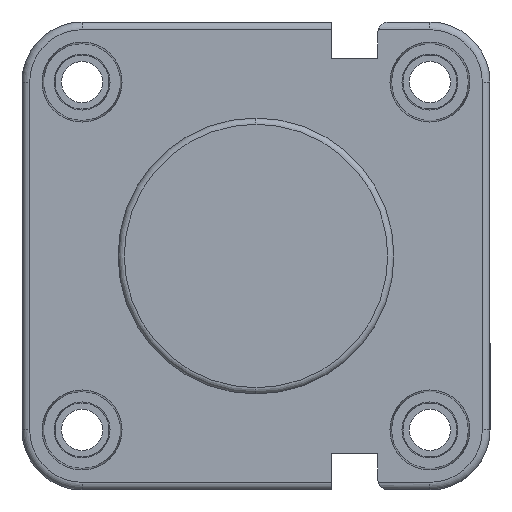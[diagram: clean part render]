
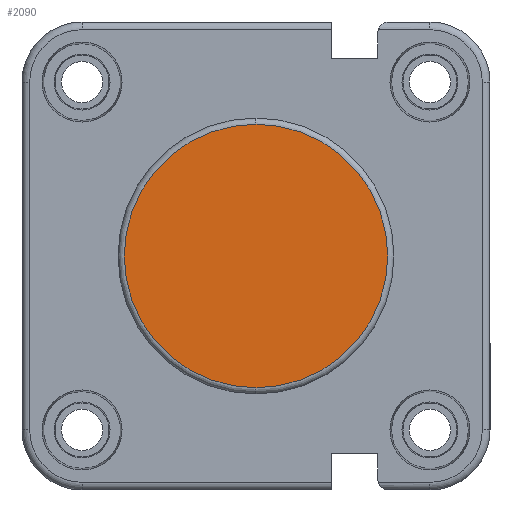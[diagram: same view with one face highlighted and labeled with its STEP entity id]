
A CAD part, left-side view. The second image highlights one B-rep face of the part: STEP entity #2090.
In plain terms, the highlighted planar face has unit normal (-1, 0, 0).
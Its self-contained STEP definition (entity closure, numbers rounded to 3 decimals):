
#1680 = AXIS2_PLACEMENT_3D ( 'NONE', #4102, #23703, #19759 ) ;
#2090 = ADVANCED_FACE ( 'NONE', ( #14289 ), #25852, .T. ) ;
#4102 = CARTESIAN_POINT ( 'NONE',  ( 0., 0., 0. ) ) ;
#6228 = CARTESIAN_POINT ( 'NONE',  ( 0., 0., 0. ) ) ;
#6313 = CIRCLE ( 'NONE', #1680, 21.4 ) ;
#6769 = DIRECTION ( 'NONE',  ( -1., 0., 0. ) ) ;
#7392 = EDGE_CURVE ( 'NONE', #9042, #24370, #7542, .T. ) ;
#7542 = CIRCLE ( 'NONE', #8372, 21.4 ) ;
#8050 = EDGE_LOOP ( 'NONE', ( #15689, #9380 ) ) ;
#8372 = AXIS2_PLACEMENT_3D ( 'NONE', #15198, #6769, #20971 ) ;
#9042 = VERTEX_POINT ( 'NONE', #13465 ) ;
#9380 = ORIENTED_EDGE ( 'NONE', *, *, #7392, .T. ) ;
#10518 = CARTESIAN_POINT ( 'NONE',  ( 0., 0., 21.4 ) ) ;
#11771 = DIRECTION ( 'NONE',  ( -1., 0., 0. ) ) ;
#13465 = CARTESIAN_POINT ( 'NONE',  ( 0., 0., -21.4 ) ) ;
#14289 = FACE_OUTER_BOUND ( 'NONE', #8050, .T. ) ;
#14947 = EDGE_CURVE ( 'NONE', #24370, #9042, #6313, .T. ) ;
#15198 = CARTESIAN_POINT ( 'NONE',  ( 0., 0., 0. ) ) ;
#15689 = ORIENTED_EDGE ( 'NONE', *, *, #14947, .T. ) ;
#18363 = DIRECTION ( 'NONE',  ( 0., 0., 1. ) ) ;
#19759 = DIRECTION ( 'NONE',  ( 0., 0., 1. ) ) ;
#20971 = DIRECTION ( 'NONE',  ( 0., 0., 1. ) ) ;
#23703 = DIRECTION ( 'NONE',  ( -1., 0., 0. ) ) ;
#24370 = VERTEX_POINT ( 'NONE', #10518 ) ;
#24870 = AXIS2_PLACEMENT_3D ( 'NONE', #6228, #11771, #18363 ) ;
#25852 = PLANE ( 'NONE',  #24870 ) ;
